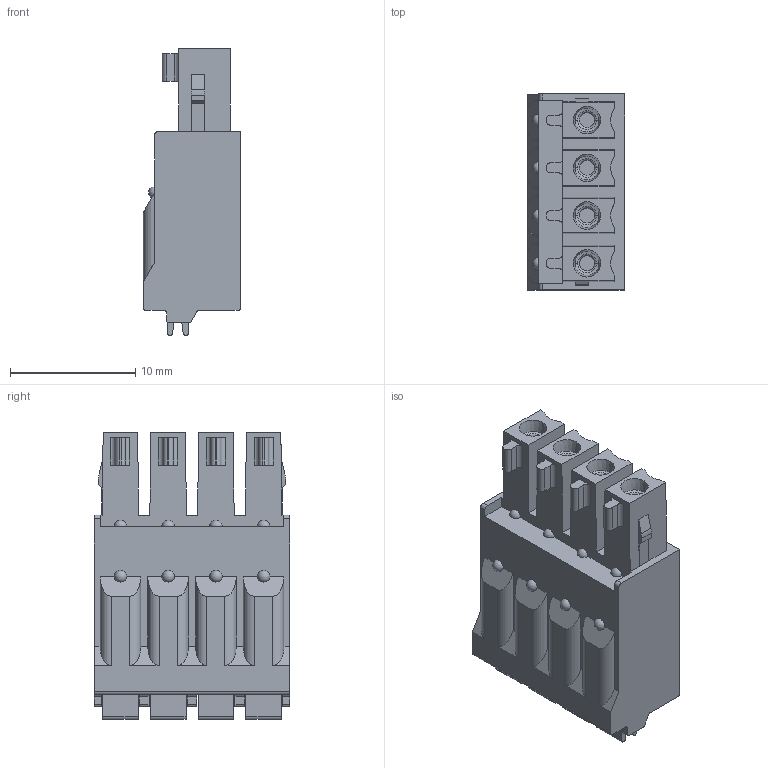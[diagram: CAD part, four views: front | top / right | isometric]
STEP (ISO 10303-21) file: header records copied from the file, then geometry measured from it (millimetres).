
FILE_DESCRIPTION((''),'2;1');
FILE_NAME('TLPS-107-03P-X','2024-09-18T',('sheji'),(''),'PRO/ENGINEER BY PARAMETRIC TECHNOLOGY CORPORATION, 2015240','PRO/ENGINEER BY PARAMETRIC TECHNOLOGY CORPORATION, 2015240','');
FILE_SCHEMA(('CONFIG_CONTROL_DESIGN'));
Length unit declared in the file: millimetre
Products named in the file (1): TLPS-107-03P-X
Bounding box: 7.75 x 15.63 x 22.9 mm (x, y, z)
Volume: 1852.8 mm3; surface area: 1552.2 mm2
Topology: 1 solids, 1 shells, 289 faces, 808 edges, 532 vertices
Faces by surface type: plane 151, cylinder 98, cone 24, torus 8, sphere 8
Entity records: 9541 total; most frequent: CARTESIAN_POINT 1886, DIRECTION 1626, ORIENTED_EDGE 1600, EDGE_CURVE 800, AXIS2_PLACEMENT_3D 569, VERTEX_POINT 532, VECTOR 488, LINE 488
